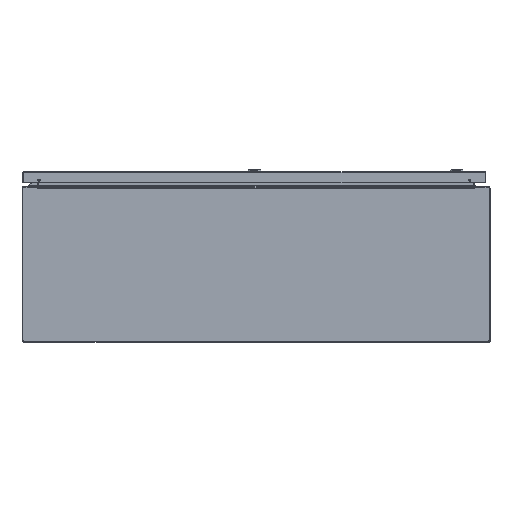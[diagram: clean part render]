
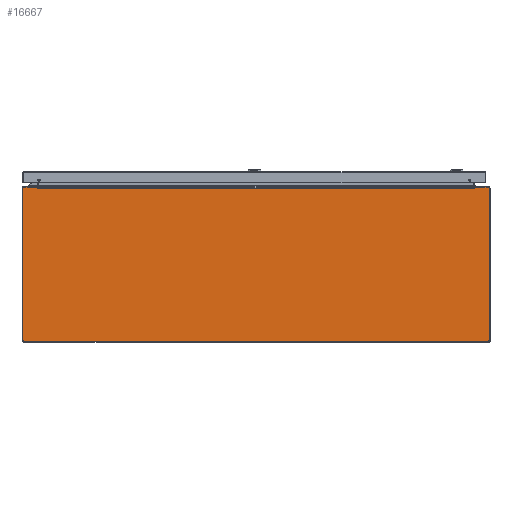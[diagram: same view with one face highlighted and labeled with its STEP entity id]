
A CAD part, front view. The second image highlights one B-rep face of the part: STEP entity #16667.
In plain terms, the highlighted planar face has unit normal (0, -1, 0).
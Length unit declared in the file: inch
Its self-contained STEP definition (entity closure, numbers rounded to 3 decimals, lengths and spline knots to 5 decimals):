
#21 = LINE ( 'NONE', #71839, #76608 ) ;
#31 = EDGE_CURVE ( 'NONE', #28504, #72044, #5935, .T. ) ;
#253 = LINE ( 'NONE', #28006, #87474 ) ;
#771 = VECTOR ( 'NONE', #24215, 39.37008 ) ;
#1971 = LINE ( 'NONE', #89108, #72279 ) ;
#2266 = DIRECTION ( 'NONE',  ( 1., 0., 0. ) ) ;
#2391 = DIRECTION ( 'NONE',  ( -1., 0., 0. ) ) ;
#3603 = VERTEX_POINT ( 'NONE', #23178 ) ;
#5672 = LINE ( 'NONE', #64558, #52360 ) ;
#5935 = LINE ( 'NONE', #86370, #19046 ) ;
#6016 = FACE_OUTER_BOUND ( 'NONE', #26439, .T. ) ;
#6623 = EDGE_CURVE ( 'NONE', #94244, #28504, #62784, .T. ) ;
#6951 = DIRECTION ( 'NONE',  ( 1., 0., 0. ) ) ;
#8527 = CARTESIAN_POINT ( 'NONE',  ( 17.937, -36., -5.857 ) ) ;
#9464 = CARTESIAN_POINT ( 'NONE',  ( -16.82806, -36., 5.937 ) ) ;
#11730 = CARTESIAN_POINT ( 'NONE',  ( -16.798, -36., 5.855 ) ) ;
#12539 = VECTOR ( 'NONE', #26995, 39.37008 ) ;
#12768 = DIRECTION ( 'NONE',  ( 0., 0., 1. ) ) ;
#14757 = EDGE_CURVE ( 'NONE', #30778, #3603, #77298, .T. ) ;
#15022 = CARTESIAN_POINT ( 'NONE',  ( 17.937, -36., 5.857 ) ) ;
#15024 = VERTEX_POINT ( 'NONE', #21250 ) ;
#15480 = EDGE_CURVE ( 'NONE', #15024, #73424, #37112, .T. ) ;
#15691 = DIRECTION ( 'NONE',  ( -1., 0., 0. ) ) ;
#15815 = CARTESIAN_POINT ( 'NONE',  ( -17.857, -36., -5.857 ) ) ;
#16580 = CARTESIAN_POINT ( 'NONE',  ( -17.937, -36., 5.857 ) ) ;
#16667 = ADVANCED_FACE ( 'NONE', ( #6016 ), #35153, .T. ) ;
#17112 = DIRECTION ( 'NONE',  ( 0., -1., 0. ) ) ;
#19046 = VECTOR ( 'NONE', #28388, 39.37008 ) ;
#19204 = CARTESIAN_POINT ( 'NONE',  ( -16.8136, -36., 5.855 ) ) ;
#19931 = CIRCLE ( 'NONE', #56610, 0.08 ) ;
#21250 = CARTESIAN_POINT ( 'NONE',  ( -17.937, -36., 5.857 ) ) ;
#21494 = AXIS2_PLACEMENT_3D ( 'NONE', #48187, #55388, #47716 ) ;
#22630 = ORIENTED_EDGE ( 'NONE', *, *, #55152, .T. ) ;
#23178 = CARTESIAN_POINT ( 'NONE',  ( 16.798, -36., 5.855 ) ) ;
#23492 = DIRECTION ( 'NONE',  ( 0.174, 0., -0.985 ) ) ;
#24189 = VECTOR ( 'NONE', #64882, 39.37008 ) ;
#24215 = DIRECTION ( 'NONE',  ( 0., 0., -1. ) ) ;
#26439 = EDGE_LOOP ( 'NONE', ( #67300, #75684, #54112, #91490, #67195, #38343, #42175, #22630, #39592, #43472, #76680, #37092, #89549, #47268 ) ) ;
#26549 = VERTEX_POINT ( 'NONE', #79332 ) ;
#26995 = DIRECTION ( 'NONE',  ( -0.174, 0., -0.985 ) ) ;
#27442 = VECTOR ( 'NONE', #15691, 39.37008 ) ;
#28006 = CARTESIAN_POINT ( 'NONE',  ( -17.857, -36., -5.937 ) ) ;
#28388 = DIRECTION ( 'NONE',  ( 0., 0., 1. ) ) ;
#28504 = VERTEX_POINT ( 'NONE', #8527 ) ;
#29662 = EDGE_CURVE ( 'NONE', #37639, #78955, #81269, .T. ) ;
#30778 = VERTEX_POINT ( 'NONE', #45656 ) ;
#31012 = VERTEX_POINT ( 'NONE', #66182 ) ;
#32641 = EDGE_CURVE ( 'NONE', #73424, #46762, #35385, .T. ) ;
#35153 = PLANE ( 'NONE',  #43616 ) ;
#35385 = CIRCLE ( 'NONE', #72160, 0.08 ) ;
#35754 = DIRECTION ( 'NONE',  ( -1., 0., 0. ) ) ;
#35906 = CARTESIAN_POINT ( 'NONE',  ( -16.82806, -36., 5.937 ) ) ;
#36331 = CARTESIAN_POINT ( 'NONE',  ( -17.857, -36., 5.937 ) ) ;
#36483 = LINE ( 'NONE', #65754, #12539 ) ;
#36642 = EDGE_CURVE ( 'NONE', #3603, #61984, #21, .T. ) ;
#36762 = CARTESIAN_POINT ( 'NONE',  ( 17.857, -36., -5.937 ) ) ;
#37092 = ORIENTED_EDGE ( 'NONE', *, *, #40083, .F. ) ;
#37112 = LINE ( 'NONE', #16580, #771 ) ;
#37639 = VERTEX_POINT ( 'NONE', #35906 ) ;
#38343 = ORIENTED_EDGE ( 'NONE', *, *, #80740, .T. ) ;
#39592 = ORIENTED_EDGE ( 'NONE', *, *, #36642, .F. ) ;
#39842 = CARTESIAN_POINT ( 'NONE',  ( -17.937, -36., -5.857 ) ) ;
#40083 = EDGE_CURVE ( 'NONE', #37639, #58915, #1971, .T. ) ;
#40864 = DIRECTION ( 'NONE',  ( 1., 0., 0. ) ) ;
#42175 = ORIENTED_EDGE ( 'NONE', *, *, #48284, .T. ) ;
#43286 = CARTESIAN_POINT ( 'NONE',  ( 17.857, -36., 5.937 ) ) ;
#43472 = ORIENTED_EDGE ( 'NONE', *, *, #14757, .F. ) ;
#43616 = AXIS2_PLACEMENT_3D ( 'NONE', #93619, #87841, #73930 ) ;
#45656 = CARTESIAN_POINT ( 'NONE',  ( -16.798, -36., 5.855 ) ) ;
#46762 = VERTEX_POINT ( 'NONE', #47888 ) ;
#47268 = ORIENTED_EDGE ( 'NONE', *, *, #92995, .T. ) ;
#47716 = DIRECTION ( 'NONE',  ( 0., 0., -1. ) ) ;
#47888 = CARTESIAN_POINT ( 'NONE',  ( -17.857, -36., -5.937 ) ) ;
#48187 = CARTESIAN_POINT ( 'NONE',  ( 17.857, -36., -5.857 ) ) ;
#48284 = EDGE_CURVE ( 'NONE', #31012, #26549, #49065, .T. ) ;
#49065 = LINE ( 'NONE', #43286, #24189 ) ;
#51973 = AXIS2_PLACEMENT_3D ( 'NONE', #76475, #17112, #2266 ) ;
#52360 = VECTOR ( 'NONE', #35754, 39.37008 ) ;
#54112 = ORIENTED_EDGE ( 'NONE', *, *, #82949, .T. ) ;
#55152 = EDGE_CURVE ( 'NONE', #26549, #61984, #36483, .T. ) ;
#55388 = DIRECTION ( 'NONE',  ( 0., -1., 0. ) ) ;
#56610 = AXIS2_PLACEMENT_3D ( 'NONE', #85547, #70232, #12768 ) ;
#58915 = VERTEX_POINT ( 'NONE', #19204 ) ;
#61984 = VERTEX_POINT ( 'NONE', #80723 ) ;
#62680 = CIRCLE ( 'NONE', #51973, 0.08 ) ;
#62784 = CIRCLE ( 'NONE', #21494, 0.08 ) ;
#64558 = CARTESIAN_POINT ( 'NONE',  ( 0., -36., 5.855 ) ) ;
#64882 = DIRECTION ( 'NONE',  ( -1., 0., 0. ) ) ;
#65754 = CARTESIAN_POINT ( 'NONE',  ( 16.8136, -36., 5.855 ) ) ;
#66182 = CARTESIAN_POINT ( 'NONE',  ( 17.857, -36., 5.937 ) ) ;
#67195 = ORIENTED_EDGE ( 'NONE', *, *, #31, .T. ) ;
#67300 = ORIENTED_EDGE ( 'NONE', *, *, #15480, .T. ) ;
#67986 = DIRECTION ( 'NONE',  ( 0., -1., 0. ) ) ;
#70232 = DIRECTION ( 'NONE',  ( 0., -1., 0. ) ) ;
#71364 = DIRECTION ( 'NONE',  ( 1., 0., 0. ) ) ;
#71839 = CARTESIAN_POINT ( 'NONE',  ( 0., -36., 5.855 ) ) ;
#72044 = VERTEX_POINT ( 'NONE', #15022 ) ;
#72160 = AXIS2_PLACEMENT_3D ( 'NONE', #15815, #67986, #2391 ) ;
#72279 = VECTOR ( 'NONE', #23492, 39.37008 ) ;
#73424 = VERTEX_POINT ( 'NONE', #39842 ) ;
#73930 = DIRECTION ( 'NONE',  ( -1., 0., 0. ) ) ;
#75684 = ORIENTED_EDGE ( 'NONE', *, *, #32641, .T. ) ;
#76475 = CARTESIAN_POINT ( 'NONE',  ( 17.857, -36., 5.857 ) ) ;
#76608 = VECTOR ( 'NONE', #71364, 39.37008 ) ;
#76680 = ORIENTED_EDGE ( 'NONE', *, *, #85910, .T. ) ;
#77298 = LINE ( 'NONE', #11730, #93912 ) ;
#78955 = VERTEX_POINT ( 'NONE', #36331 ) ;
#79332 = CARTESIAN_POINT ( 'NONE',  ( 16.82806, -36., 5.937 ) ) ;
#80723 = CARTESIAN_POINT ( 'NONE',  ( 16.8136, -36., 5.855 ) ) ;
#80740 = EDGE_CURVE ( 'NONE', #72044, #31012, #62680, .T. ) ;
#81269 = LINE ( 'NONE', #9464, #27442 ) ;
#82949 = EDGE_CURVE ( 'NONE', #46762, #94244, #253, .T. ) ;
#85547 = CARTESIAN_POINT ( 'NONE',  ( -17.857, -36., 5.857 ) ) ;
#85910 = EDGE_CURVE ( 'NONE', #30778, #58915, #5672, .T. ) ;
#86370 = CARTESIAN_POINT ( 'NONE',  ( 17.937, -36., -5.857 ) ) ;
#87474 = VECTOR ( 'NONE', #6951, 39.37008 ) ;
#87841 = DIRECTION ( 'NONE',  ( 0., -1., 0. ) ) ;
#89108 = CARTESIAN_POINT ( 'NONE',  ( -16.82806, -36., 5.937 ) ) ;
#89549 = ORIENTED_EDGE ( 'NONE', *, *, #29662, .T. ) ;
#91490 = ORIENTED_EDGE ( 'NONE', *, *, #6623, .T. ) ;
#92995 = EDGE_CURVE ( 'NONE', #78955, #15024, #19931, .T. ) ;
#93619 = CARTESIAN_POINT ( 'NONE',  ( 0., -36., 0. ) ) ;
#93912 = VECTOR ( 'NONE', #40864, 39.37008 ) ;
#94244 = VERTEX_POINT ( 'NONE', #36762 ) ;
